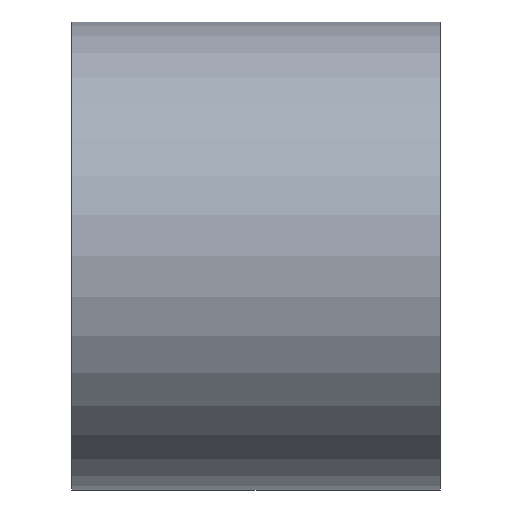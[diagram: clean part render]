
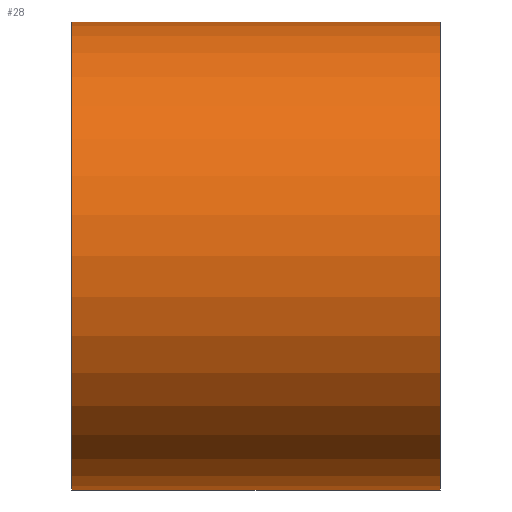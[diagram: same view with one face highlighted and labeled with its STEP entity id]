
A CAD part, left-side view. The second image highlights one B-rep face of the part: STEP entity #28.
In plain terms, the highlighted cylindrical face has radius 23.2 mm (diameter 46.4 mm), a partial arc.
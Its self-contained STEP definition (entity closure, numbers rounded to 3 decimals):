
#4 = EDGE_CURVE ( 'NONE', #188, #166, #70, .T. ) ;
#9 = DIRECTION ( 'NONE',  ( 0., 0., 1. ) ) ;
#16 = VERTEX_POINT ( 'NONE', #133 ) ;
#27 = EDGE_LOOP ( 'NONE', ( #105, #172, #120, #52 ) ) ;
#28 = ADVANCED_FACE ( 'NONE', ( #196 ), #121, .T. ) ;
#31 = CARTESIAN_POINT ( 'NONE',  ( 0., 36.5, -23.2 ) ) ;
#32 = AXIS2_PLACEMENT_3D ( 'NONE', #163, #53, #80 ) ;
#52 = ORIENTED_EDGE ( 'NONE', *, *, #186, .T. ) ;
#53 = DIRECTION ( 'NONE',  ( 0., -1., 0. ) ) ;
#57 = DIRECTION ( 'NONE',  ( 0., -1., 0. ) ) ;
#58 = CARTESIAN_POINT ( 'NONE',  ( 0., 0., -23.2 ) ) ;
#64 = VERTEX_POINT ( 'NONE', #189 ) ;
#68 = LINE ( 'NONE', #198, #106 ) ;
#70 = LINE ( 'NONE', #200, #100 ) ;
#80 = DIRECTION ( 'NONE',  ( 0., 0., -1. ) ) ;
#83 = CIRCLE ( 'NONE', #178, 23.2 ) ;
#89 = DIRECTION ( 'NONE',  ( 0., 1., 0. ) ) ;
#100 = VECTOR ( 'NONE', #57, 1000. ) ;
#105 = ORIENTED_EDGE ( 'NONE', *, *, #140, .F. ) ;
#106 = VECTOR ( 'NONE', #153, 1000. ) ;
#117 = EDGE_CURVE ( 'NONE', #188, #64, #83, .T. ) ;
#120 = ORIENTED_EDGE ( 'NONE', *, *, #4, .T. ) ;
#121 = CYLINDRICAL_SURFACE ( 'NONE', #32, 23.2 ) ;
#133 = CARTESIAN_POINT ( 'NONE',  ( 0., 0., 23.2 ) ) ;
#140 = EDGE_CURVE ( 'NONE', #64, #16, #68, .T. ) ;
#153 = DIRECTION ( 'NONE',  ( 0., -1., 0. ) ) ;
#158 = DIRECTION ( 'NONE',  ( 0., 1., 0. ) ) ;
#163 = CARTESIAN_POINT ( 'NONE',  ( 0., 36.5, 0. ) ) ;
#166 = VERTEX_POINT ( 'NONE', #58 ) ;
#168 = CARTESIAN_POINT ( 'NONE',  ( 0., 0., 0. ) ) ;
#172 = ORIENTED_EDGE ( 'NONE', *, *, #117, .F. ) ;
#173 = AXIS2_PLACEMENT_3D ( 'NONE', #168, #89, #206 ) ;
#178 = AXIS2_PLACEMENT_3D ( 'NONE', #207, #158, #9 ) ;
#186 = EDGE_CURVE ( 'NONE', #166, #16, #205, .T. ) ;
#188 = VERTEX_POINT ( 'NONE', #31 ) ;
#189 = CARTESIAN_POINT ( 'NONE',  ( 0., 36.5, 23.2 ) ) ;
#196 = FACE_OUTER_BOUND ( 'NONE', #27, .T. ) ;
#198 = CARTESIAN_POINT ( 'NONE',  ( 0., 36.5, 23.2 ) ) ;
#200 = CARTESIAN_POINT ( 'NONE',  ( 0., 36.5, -23.2 ) ) ;
#205 = CIRCLE ( 'NONE', #173, 23.2 ) ;
#206 = DIRECTION ( 'NONE',  ( 0., 0., 1. ) ) ;
#207 = CARTESIAN_POINT ( 'NONE',  ( 0., 36.5, 0. ) ) ;
